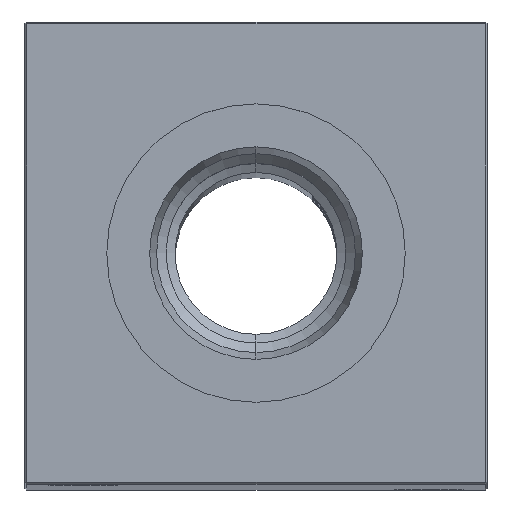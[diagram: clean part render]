
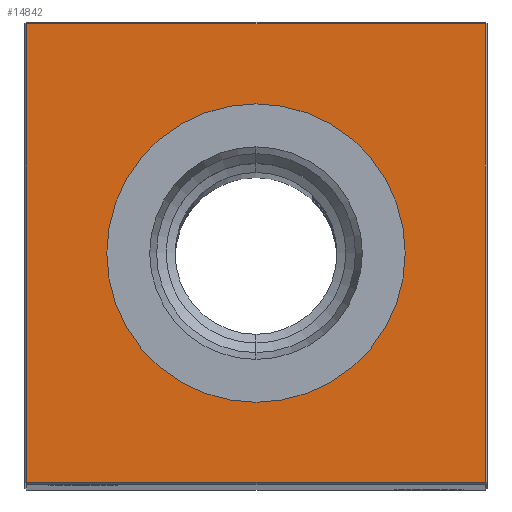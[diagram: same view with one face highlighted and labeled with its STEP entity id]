
A CAD part, top view. The second image highlights one B-rep face of the part: STEP entity #14842.
In plain terms, the highlighted planar face has unit normal (0, 0, 1).
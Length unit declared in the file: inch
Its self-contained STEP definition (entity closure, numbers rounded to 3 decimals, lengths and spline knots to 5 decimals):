
#271 = CARTESIAN_POINT ( 'NONE',  ( 0., -0.80709, 18. ) ) ;
#1240 = AXIS2_PLACEMENT_3D ( 'NONE', #15038, #23558, #3291 ) ;
#1887 = EDGE_CURVE ( 'NONE', #4622, #23477, #4761, .T. ) ;
#2339 = AXIS2_PLACEMENT_3D ( 'NONE', #15681, #9086, #21762 ) ;
#3291 = DIRECTION ( 'NONE',  ( -1., 0., 0. ) ) ;
#3767 = LINE ( 'NONE', #7814, #26259 ) ;
#4012 = EDGE_CURVE ( 'NONE', #5729, #20368, #26310, .T. ) ;
#4622 = VERTEX_POINT ( 'NONE', #4916 ) ;
#4761 = LINE ( 'NONE', #19601, #21828 ) ;
#4916 = CARTESIAN_POINT ( 'NONE',  ( 1.24, 1.24, 18. ) ) ;
#5129 = VECTOR ( 'NONE', #13630, 39.37008 ) ;
#5298 = PLANE ( 'NONE',  #2339 ) ;
#5729 = VERTEX_POINT ( 'NONE', #21124 ) ;
#6116 = EDGE_LOOP ( 'NONE', ( #9405, #14136 ) ) ;
#6441 = ORIENTED_EDGE ( 'NONE', *, *, #1887, .T. ) ;
#6501 = DIRECTION ( 'NONE',  ( -1., 0., 0. ) ) ;
#6661 = CARTESIAN_POINT ( 'NONE',  ( -1.24, 1.24, 18. ) ) ;
#7602 = AXIS2_PLACEMENT_3D ( 'NONE', #24874, #10288, #6501 ) ;
#7814 = CARTESIAN_POINT ( 'NONE',  ( 1.24, 0., 18. ) ) ;
#8079 = EDGE_CURVE ( 'NONE', #21765, #25121, #21925, .T. ) ;
#8629 = CARTESIAN_POINT ( 'NONE',  ( 1.24, -1.24, 18. ) ) ;
#8647 = EDGE_CURVE ( 'NONE', #20368, #4622, #3767, .T. ) ;
#8732 = EDGE_CURVE ( 'NONE', #23477, #5729, #25910, .T. ) ;
#9086 = DIRECTION ( 'NONE',  ( 0., 0., -1. ) ) ;
#9405 = ORIENTED_EDGE ( 'NONE', *, *, #8079, .T. ) ;
#10288 = DIRECTION ( 'NONE',  ( 0., 0., -1. ) ) ;
#11238 = DIRECTION ( 'NONE',  ( -1., 0., 0. ) ) ;
#13494 = DIRECTION ( 'NONE',  ( 0., 1., 0. ) ) ;
#13630 = DIRECTION ( 'NONE',  ( 0., -1., 0. ) ) ;
#13882 = CARTESIAN_POINT ( 'NONE',  ( 0., -1.24, 18. ) ) ;
#14004 = ORIENTED_EDGE ( 'NONE', *, *, #4012, .T. ) ;
#14136 = ORIENTED_EDGE ( 'NONE', *, *, #20139, .T. ) ;
#14147 = DIRECTION ( 'NONE',  ( 1., 0., 0. ) ) ;
#14499 = CIRCLE ( 'NONE', #7602, 0.80709 ) ;
#14842 = ADVANCED_FACE ( 'NONE', ( #15556, #17832 ), #5298, .F. ) ;
#15038 = CARTESIAN_POINT ( 'NONE',  ( 0., 0., 18. ) ) ;
#15242 = VECTOR ( 'NONE', #14147, 39.37008 ) ;
#15556 = FACE_OUTER_BOUND ( 'NONE', #22194, .T. ) ;
#15681 = CARTESIAN_POINT ( 'NONE',  ( 0., 0., 18. ) ) ;
#17785 = CARTESIAN_POINT ( 'NONE',  ( -1.24, 0., 18. ) ) ;
#17832 = FACE_BOUND ( 'NONE', #6116, .T. ) ;
#19145 = ORIENTED_EDGE ( 'NONE', *, *, #8647, .T. ) ;
#19601 = CARTESIAN_POINT ( 'NONE',  ( 0., 1.24, 18. ) ) ;
#20139 = EDGE_CURVE ( 'NONE', #25121, #21765, #14499, .T. ) ;
#20368 = VERTEX_POINT ( 'NONE', #8629 ) ;
#21124 = CARTESIAN_POINT ( 'NONE',  ( -1.24, -1.24, 18. ) ) ;
#21762 = DIRECTION ( 'NONE',  ( -1., 0., 0. ) ) ;
#21765 = VERTEX_POINT ( 'NONE', #25186 ) ;
#21828 = VECTOR ( 'NONE', #11238, 39.37008 ) ;
#21925 = CIRCLE ( 'NONE', #1240, 0.80709 ) ;
#22194 = EDGE_LOOP ( 'NONE', ( #24677, #14004, #19145, #6441 ) ) ;
#23477 = VERTEX_POINT ( 'NONE', #6661 ) ;
#23558 = DIRECTION ( 'NONE',  ( 0., 0., -1. ) ) ;
#24677 = ORIENTED_EDGE ( 'NONE', *, *, #8732, .T. ) ;
#24874 = CARTESIAN_POINT ( 'NONE',  ( 0., 0., 18. ) ) ;
#25121 = VERTEX_POINT ( 'NONE', #271 ) ;
#25186 = CARTESIAN_POINT ( 'NONE',  ( 0., 0.80709, 18. ) ) ;
#25910 = LINE ( 'NONE', #17785, #5129 ) ;
#26259 = VECTOR ( 'NONE', #13494, 39.37008 ) ;
#26310 = LINE ( 'NONE', #13882, #15242 ) ;
